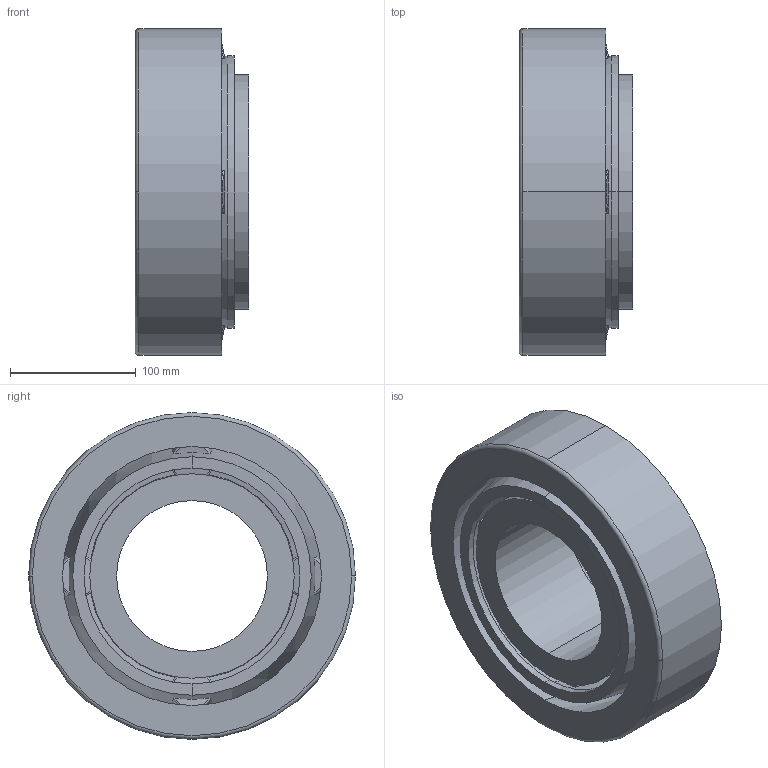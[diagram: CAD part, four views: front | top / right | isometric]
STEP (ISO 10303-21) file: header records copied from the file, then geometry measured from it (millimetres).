
FILE_DESCRIPTION(('STEP AP214'),'1');
FILE_NAME('32324.stp','2025-09-12T11:09:24',('TraceParts'),('TraceParts S.A.'),'Spatial InterOp 3D',' ',' ');
FILE_SCHEMA(('AUTOMOTIVE_DESIGN { 1 0 10303 214 1 1 1 1 }'));
Length unit declared in the file: millimetre
Products named in the file (1): inafag_32324_d4w0g4dmh7s0usn575omuq9dn_1
Bounding box: 90.58 x 260 x 260 mm (x, y, z)
Volume: 2283740.9 mm3; surface area: 377531.8 mm2
Topology: 7 solids, 7 shells, 94 faces, 236 edges, 152 vertices
Faces by surface type: cone 30, torus 28, plane 22, cylinder 14
Entity records: 3765 total; most frequent: DIRECTION 602, CARTESIAN_POINT 553, ORIENTED_EDGE 472, AXIS2_PLACEMENT_3D 281, EDGE_CURVE 236, CIRCLE 156, VERTEX_POINT 152, EDGE_LOOP 104
